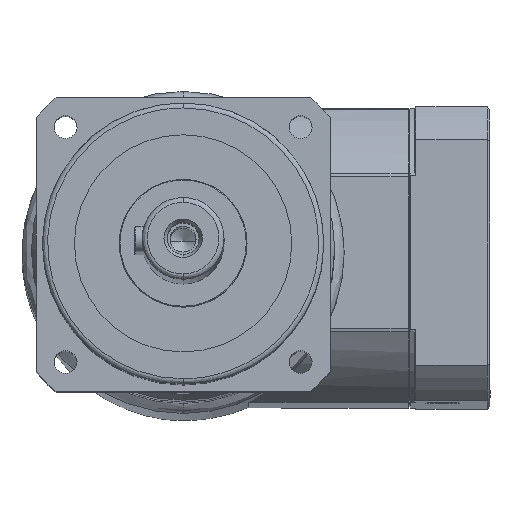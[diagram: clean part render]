
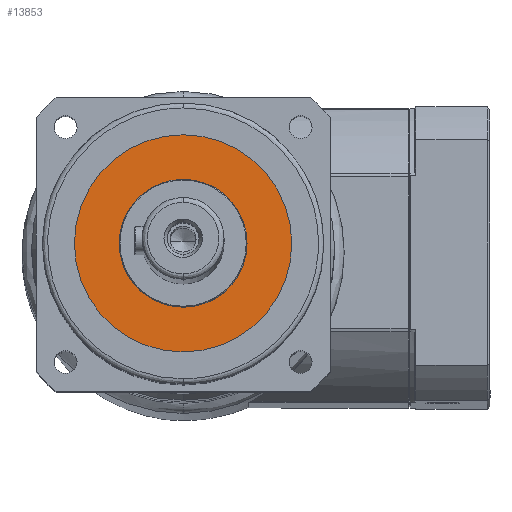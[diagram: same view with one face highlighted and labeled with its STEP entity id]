
A CAD part, left-side view. The second image highlights one B-rep face of the part: STEP entity #13853.
In plain terms, the highlighted face is planar.
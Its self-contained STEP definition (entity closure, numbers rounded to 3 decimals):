
#9 = DIRECTION ( 'NONE',  ( 0., 0., 1. ) ) ;
#2660 = EDGE_LOOP ( 'NONE', ( #21877, #16908 ) ) ;
#2843 = VERTEX_POINT ( 'NONE', #22907 ) ;
#2875 = CARTESIAN_POINT ( 'NONE',  ( -53.01, 0., -42.5 ) ) ;
#2915 = EDGE_LOOP ( 'NONE', ( #22287, #5924 ) ) ;
#3041 = VERTEX_POINT ( 'NONE', #2875 ) ;
#3637 = DIRECTION ( 'NONE',  ( -1., 0., 0. ) ) ;
#4243 = CIRCLE ( 'NONE', #25721, 25. ) ;
#4539 = CIRCLE ( 'NONE', #22876, 42.5 ) ;
#4940 = EDGE_CURVE ( 'NONE', #5474, #2843, #4243, .T. ) ;
#4945 = EDGE_CURVE ( 'NONE', #3041, #24610, #20987, .T. ) ;
#5227 = EDGE_CURVE ( 'NONE', #24610, #3041, #4539, .T. ) ;
#5450 = DIRECTION ( 'NONE',  ( -1., 0., 0. ) ) ;
#5474 = VERTEX_POINT ( 'NONE', #12043 ) ;
#5924 = ORIENTED_EDGE ( 'NONE', *, *, #4945, .T. ) ;
#6326 = FACE_BOUND ( 'NONE', #2660, .T. ) ;
#7240 = CARTESIAN_POINT ( 'NONE',  ( -53.01, 0., 0. ) ) ;
#8078 = CARTESIAN_POINT ( 'NONE',  ( -53.01, 0., 0. ) ) ;
#9485 = DIRECTION ( 'NONE',  ( 0., 0., -1. ) ) ;
#9663 = AXIS2_PLACEMENT_3D ( 'NONE', #7240, #22439, #9485 ) ;
#10334 = DIRECTION ( 'NONE',  ( 0., 0., 1. ) ) ;
#11138 = CIRCLE ( 'NONE', #22142, 25. ) ;
#11597 = PLANE ( 'NONE',  #9663 ) ;
#12043 = CARTESIAN_POINT ( 'NONE',  ( -53.01, 0., -25. ) ) ;
#13271 = DIRECTION ( 'NONE',  ( 1., 0., 0. ) ) ;
#13853 = ADVANCED_FACE ( 'NONE', ( #17947, #6326 ), #11597, .T. ) ;
#16016 = CARTESIAN_POINT ( 'NONE',  ( -53.01, 0., 42.5 ) ) ;
#16745 = CARTESIAN_POINT ( 'NONE',  ( -53.01, 0., 0. ) ) ;
#16908 = ORIENTED_EDGE ( 'NONE', *, *, #4940, .T. ) ;
#17947 = FACE_OUTER_BOUND ( 'NONE', #2915, .T. ) ;
#18571 = CARTESIAN_POINT ( 'NONE',  ( -53.01, 0., 0. ) ) ;
#18965 = DIRECTION ( 'NONE',  ( 0., 0., 1. ) ) ;
#20731 = DIRECTION ( 'NONE',  ( 0., 0., 1. ) ) ;
#20987 = CIRCLE ( 'NONE', #25718, 42.5 ) ;
#21877 = ORIENTED_EDGE ( 'NONE', *, *, #25153, .T. ) ;
#22142 = AXIS2_PLACEMENT_3D ( 'NONE', #18571, #5450, #20731 ) ;
#22287 = ORIENTED_EDGE ( 'NONE', *, *, #5227, .T. ) ;
#22439 = DIRECTION ( 'NONE',  ( 1., 0., 0. ) ) ;
#22876 = AXIS2_PLACEMENT_3D ( 'NONE', #26115, #13271, #9 ) ;
#22907 = CARTESIAN_POINT ( 'NONE',  ( -53.01, 0., 25. ) ) ;
#23229 = DIRECTION ( 'NONE',  ( 1., 0., 0. ) ) ;
#24610 = VERTEX_POINT ( 'NONE', #16016 ) ;
#25153 = EDGE_CURVE ( 'NONE', #2843, #5474, #11138, .T. ) ;
#25718 = AXIS2_PLACEMENT_3D ( 'NONE', #8078, #23229, #10334 ) ;
#25721 = AXIS2_PLACEMENT_3D ( 'NONE', #16745, #3637, #18965 ) ;
#26115 = CARTESIAN_POINT ( 'NONE',  ( -53.01, 0., 0. ) ) ;
